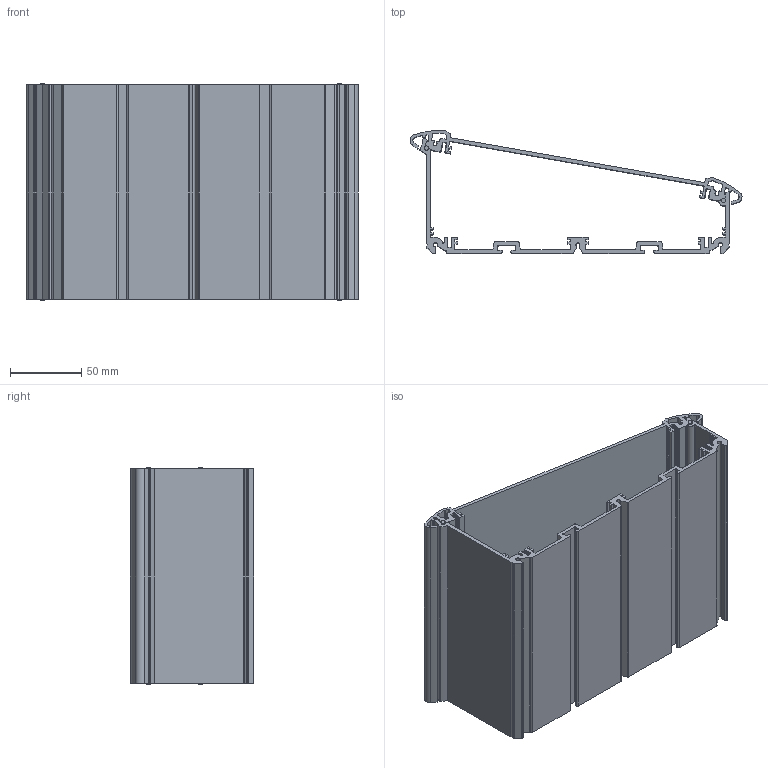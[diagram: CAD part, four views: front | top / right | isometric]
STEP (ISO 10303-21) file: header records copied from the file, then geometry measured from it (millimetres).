
FILE_DESCRIPTION(/* description */ (''),/* implementation_level */ '2;1');
FILE_NAME(/* name */ '92385150_ATPH-IP 2385-0150.stp',/* time_stamp */ '2021-10-26T10:59:10+02:00',/* author */ ('luedemann'),/* organization */ (''),/* preprocessor_version */ 'ST-DEVELOPER v17.2',/* originating_system */ 'Autodesk Inventor 2019',/* authorisation */ '');
FILE_SCHEMA (('AUTOMOTIVE_DESIGN { 1 0 10303 214 3 1 1 }'));
Length unit declared in the file: millimetre
Products named in the file (4): ATPH 2385; ATPH 2385_UT; ATPH 2385_OT; DI_250_3Dsym
Assembly tree (4 placements, depth 2):
  ATPH 2385
    ATPH 2385_UT
    ATPH 2385_OT
    DI_250_3Dsym  x2
Bounding box: 232.54 x 86.18 x 152.3 mm (x, y, z)
Volume: 308744.4 mm3; surface area: 243769.9 mm2
Topology: 4 solids, 4 shells, 646 faces, 1919 edges, 1281 vertices
Faces by surface type: plane 391, cylinder 255
Full cylindrical faces by diameter (mm): 3 x2
Entity records: 21806 total; most frequent: CARTESIAN_POINT 3846, ORIENTED_EDGE 3832, DIRECTION 3726, EDGE_CURVE 1916, LINE 1408, VECTOR 1408, VERTEX_POINT 1279, AXIS2_PLACEMENT_3D 1159
